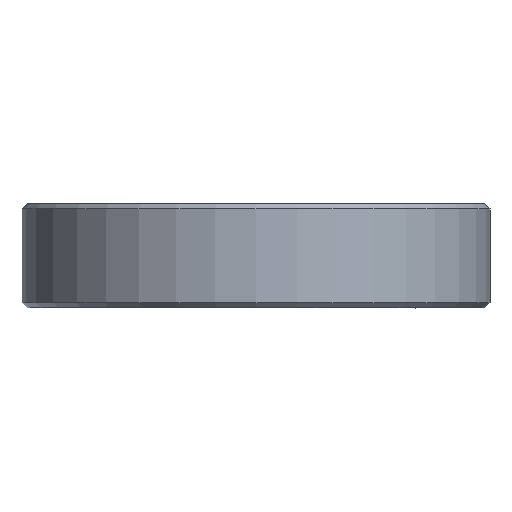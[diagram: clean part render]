
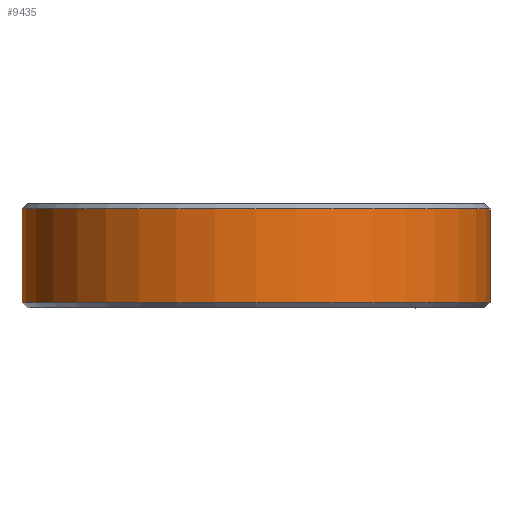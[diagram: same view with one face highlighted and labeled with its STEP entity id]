
A CAD part, front view. The second image highlights one B-rep face of the part: STEP entity #9435.
In plain terms, the highlighted cylindrical face has radius 11.25 mm (diameter 22.5 mm), a partial arc.
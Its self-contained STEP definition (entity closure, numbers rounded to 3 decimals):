
#938 = EDGE_LOOP ( 'NONE', ( #3908, #5647, #6681, #6361 ) ) ;
#967 = VERTEX_POINT ( 'NONE', #4394 ) ;
#970 = CARTESIAN_POINT ( 'NONE',  ( 0., 0., -42.5 ) ) ;
#1278 = FACE_OUTER_BOUND ( 'NONE', #938, .T. ) ;
#1477 = CIRCLE ( 'NONE', #5023, 11.25 ) ;
#1762 = DIRECTION ( 'NONE',  ( 0., 0., -1. ) ) ;
#2506 = DIRECTION ( 'NONE',  ( 1., 0., 0. ) ) ;
#2794 = AXIS2_PLACEMENT_3D ( 'NONE', #3450, #8593, #9340 ) ;
#2822 = CARTESIAN_POINT ( 'NONE',  ( -11.25, 0., -37.75 ) ) ;
#3223 = CYLINDRICAL_SURFACE ( 'NONE', #7862, 11.25 ) ;
#3267 = VERTEX_POINT ( 'NONE', #3694 ) ;
#3317 = VECTOR ( 'NONE', #4163, 1000. ) ;
#3450 = CARTESIAN_POINT ( 'NONE',  ( 0., 0., -42.25 ) ) ;
#3694 = CARTESIAN_POINT ( 'NONE',  ( 11.25, 0., -37.75 ) ) ;
#3737 = LINE ( 'NONE', #7992, #3317 ) ;
#3908 = ORIENTED_EDGE ( 'NONE', *, *, #6075, .F. ) ;
#4163 = DIRECTION ( 'NONE',  ( 0., 0., 1. ) ) ;
#4200 = LINE ( 'NONE', #7573, #4651 ) ;
#4394 = CARTESIAN_POINT ( 'NONE',  ( -11.25, 0., -42.25 ) ) ;
#4586 = EDGE_CURVE ( 'NONE', #967, #7640, #7242, .T. ) ;
#4651 = VECTOR ( 'NONE', #7888, 1000. ) ;
#5023 = AXIS2_PLACEMENT_3D ( 'NONE', #6154, #1762, #2506 ) ;
#5647 = ORIENTED_EDGE ( 'NONE', *, *, #4586, .T. ) ;
#5801 = CARTESIAN_POINT ( 'NONE',  ( 11.25, 0., -42.25 ) ) ;
#6075 = EDGE_CURVE ( 'NONE', #967, #8330, #4200, .T. ) ;
#6103 = DIRECTION ( 'NONE',  ( 0., 0., 1. ) ) ;
#6154 = CARTESIAN_POINT ( 'NONE',  ( 0., 0., -37.75 ) ) ;
#6361 = ORIENTED_EDGE ( 'NONE', *, *, #8545, .T. ) ;
#6681 = ORIENTED_EDGE ( 'NONE', *, *, #8050, .T. ) ;
#6854 = DIRECTION ( 'NONE',  ( 1., 0., 0. ) ) ;
#7242 = CIRCLE ( 'NONE', #2794, 11.25 ) ;
#7573 = CARTESIAN_POINT ( 'NONE',  ( -11.25, 0., -42.5 ) ) ;
#7640 = VERTEX_POINT ( 'NONE', #5801 ) ;
#7862 = AXIS2_PLACEMENT_3D ( 'NONE', #970, #6103, #6854 ) ;
#7888 = DIRECTION ( 'NONE',  ( 0., 0., 1. ) ) ;
#7992 = CARTESIAN_POINT ( 'NONE',  ( 11.25, 0., -42.5 ) ) ;
#8050 = EDGE_CURVE ( 'NONE', #7640, #3267, #3737, .T. ) ;
#8330 = VERTEX_POINT ( 'NONE', #2822 ) ;
#8545 = EDGE_CURVE ( 'NONE', #3267, #8330, #1477, .T. ) ;
#8593 = DIRECTION ( 'NONE',  ( 0., 0., 1. ) ) ;
#9340 = DIRECTION ( 'NONE',  ( 1., 0., 0. ) ) ;
#9435 = ADVANCED_FACE ( 'NONE', ( #1278 ), #3223, .T. ) ;
